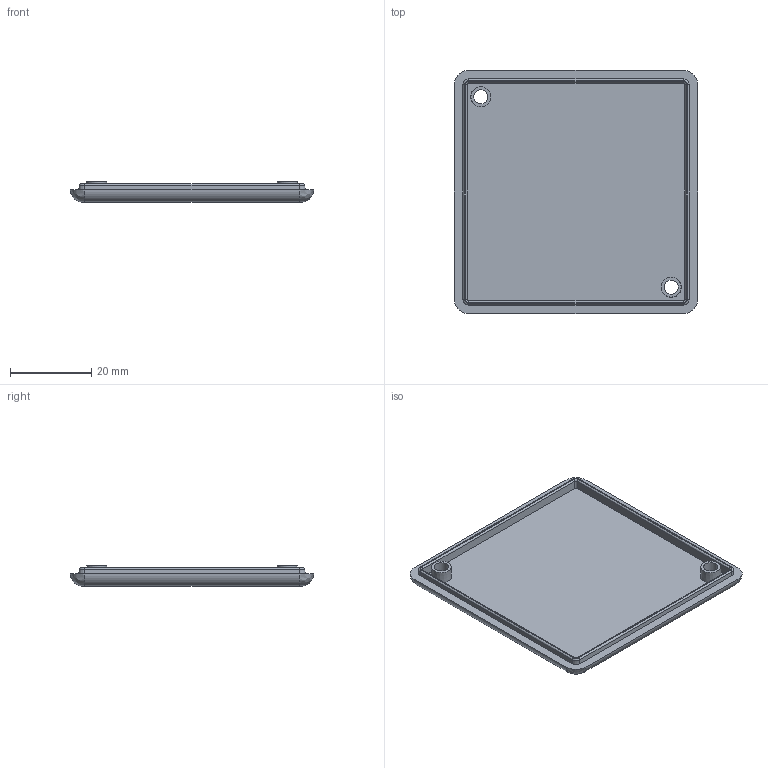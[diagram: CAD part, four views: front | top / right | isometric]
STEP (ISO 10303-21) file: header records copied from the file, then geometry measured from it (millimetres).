
FILE_DESCRIPTION(('FreeCAD Model'),'2;1');
FILE_NAME('Open CASCADE Shape Model','2024-05-08T07:50:33',('Author'),( ''),'Open CASCADE STEP processor 7.6','FreeCAD','Unknown');
FILE_SCHEMA(('AUTOMOTIVE_DESIGN { 1 0 10303 214 1 1 1 1 }'));
Length unit declared in the file: millimetre
Products named in the file (1): 1551T Lid
Bounding box: 60 x 60 x 5 mm (x, y, z)
Volume: 7724.4 mm3; surface area: 8495.4 mm2
Topology: 1 solids, 1 shells, 52 faces, 124 edges, 78 vertices
Faces by surface type: cylinder 14, plane 14, cone 12, torus 8, bspline 4
Full cylindrical faces by diameter (mm): 3.5 x2
Entity records: 1572 total; most frequent: DIRECTION 292, CARTESIAN_POINT 287, ORIENTED_EDGE 248, EDGE_CURVE 124, AXIS2_PLACEMENT_3D 119, VERTEX_POINT 78, CIRCLE 70, FACE_BOUND 60
